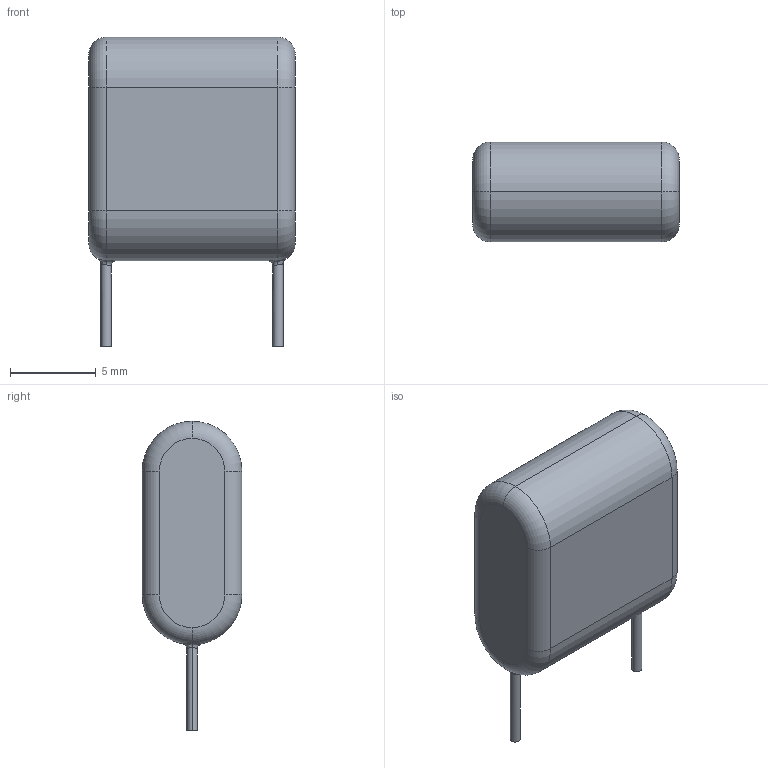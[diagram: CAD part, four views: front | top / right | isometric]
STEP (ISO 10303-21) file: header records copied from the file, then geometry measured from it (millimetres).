
FILE_DESCRIPTION (( 'STEP AP214' ), '1' );
FILE_NAME ('CAP-TH_L12.0-W5.8-P10.00-D0.6.STEP', '2023-03-23T16:12:48', ( '微软用户' ), ( '微软中国' ), 'SwSTEP 2.0', 'SolidWorks 2020', '' );
FILE_SCHEMA (( 'AUTOMOTIVE_DESIGN' ));
Length unit declared in the file: millimetre
Products named in the file (1): CAP-TH_L12.0-W5.8-P10.00-D0.6
Bounding box: 12 x 5.81 x 18 mm (x, y, z)
Volume: 807.7 mm3; surface area: 517.9 mm2
Topology: 1 solids, 1 shells, 258 faces, 689 edges, 452 vertices
Faces by surface type: plane 132, bspline 106, cylinder 12, torus 8
Entity records: 11517 total; most frequent: CARTESIAN_POINT 2926, ORIENTED_EDGE 1378, DIRECTION 819, EDGE_CURVE 689, VERTEX_POINT 452, VECTOR 433, LINE 433, EDGE_LOOP 277
